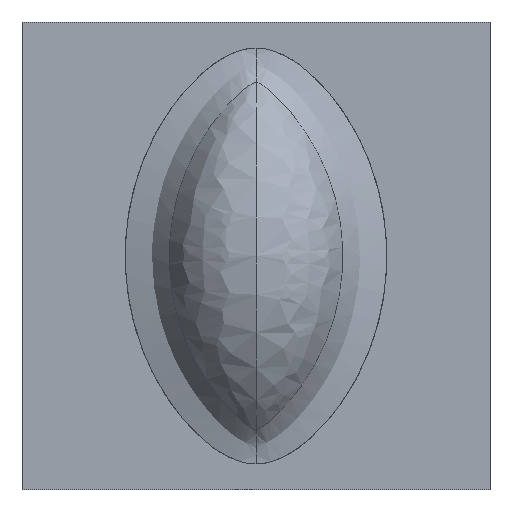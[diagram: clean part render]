
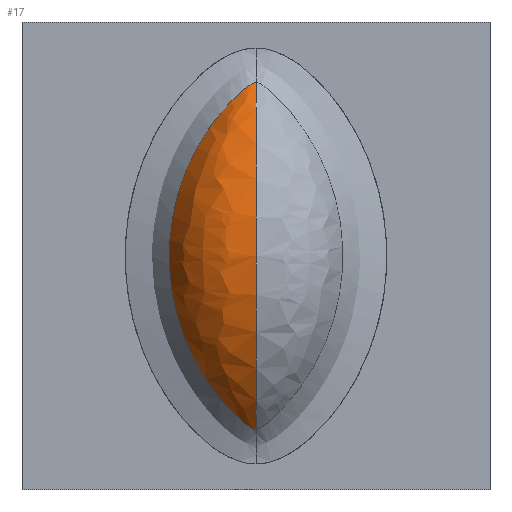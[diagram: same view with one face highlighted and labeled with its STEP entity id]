
A CAD part, top view. The second image highlights one B-rep face of the part: STEP entity #17.
In plain terms, the highlighted free-form (B-spline) face has degree [3, 3] with [4, 4] control points.
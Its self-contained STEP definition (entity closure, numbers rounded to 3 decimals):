
#17 = ADVANCED_FACE('',(#18),#59,.T.);
#18 = FACE_BOUND('',#19,.T.);
#19 = EDGE_LOOP('',(#20,#148));
#20 = ORIENTED_EDGE('',*,*,#21,.T.);
#21 = EDGE_CURVE('',#22,#24,#26,.T.);
#22 = VERTEX_POINT('',#23);
#23 = CARTESIAN_POINT('',(-101.6,18.812,11.667));
#24 = VERTEX_POINT('',#25);
#25 = CARTESIAN_POINT('',(-101.6,-18.812,11.667));
#26 = SURFACE_CURVE('',#27,(#58),.PCURVE_S1.);
#27 = B_SPLINE_CURVE_WITH_KNOTS('',3,(#28,#29,#30,#31,#32,#33,#34,#35,
    #36,#37,#38,#39,#40,#41,#42,#43,#44,#45,#46,#47,#48,#49,#50,#51,#52,
    #53,#54,#55,#56,#57),.UNSPECIFIED.,.F.,.F.,(4,2,2,2,2,2,2,2,2,2,2,2,
    2,2,4),(0.,0.016,0.031,0.063,0.125,0.25,0.375,0.5,0.625,
    0.75,0.875,0.938,0.969,0.984,1.),.UNSPECIFIED.);
#28 = CARTESIAN_POINT('',(-101.6,18.812,11.667));
#29 = CARTESIAN_POINT('',(-101.836,18.812,11.667));
#30 = CARTESIAN_POINT('',(-102.044,18.7,11.742));
#31 = CARTESIAN_POINT('',(-102.421,18.463,11.879));
#32 = CARTESIAN_POINT('',(-102.596,18.329,11.949));
#33 = CARTESIAN_POINT('',(-103.114,17.912,12.143));
#34 = CARTESIAN_POINT('',(-103.447,17.611,12.254));
#35 = CARTESIAN_POINT('',(-104.427,16.669,12.54));
#36 = CARTESIAN_POINT('',(-105.047,15.992,12.672));
#37 = CARTESIAN_POINT('',(-106.788,13.85,12.986));
#38 = CARTESIAN_POINT('',(-107.771,12.3,13.092));
#39 = CARTESIAN_POINT('',(-109.368,9.012,13.249));
#40 = CARTESIAN_POINT('',(-109.988,7.249,13.296));
#41 = CARTESIAN_POINT('',(-110.806,3.682,13.356));
#42 = CARTESIAN_POINT('',(-111.015,1.859,13.369));
#43 = CARTESIAN_POINT('',(-111.016,-1.841,13.369));
#44 = CARTESIAN_POINT('',(-110.81,-3.661,13.356));
#45 = CARTESIAN_POINT('',(-109.991,-7.241,13.296));
#46 = CARTESIAN_POINT('',(-109.373,-8.999,13.25));
#47 = CARTESIAN_POINT('',(-107.776,-12.29,13.092));
#48 = CARTESIAN_POINT('',(-106.779,-13.862,12.985));
#49 = CARTESIAN_POINT('',(-105.047,-15.992,12.671));
#50 = CARTESIAN_POINT('',(-104.431,-16.665,12.541));
#51 = CARTESIAN_POINT('',(-103.449,-17.609,12.255));
#52 = CARTESIAN_POINT('',(-103.115,-17.911,12.143));
#53 = CARTESIAN_POINT('',(-102.596,-18.329,11.949));
#54 = CARTESIAN_POINT('',(-102.42,-18.464,11.878));
#55 = CARTESIAN_POINT('',(-102.043,-18.7,11.741));
#56 = CARTESIAN_POINT('',(-101.835,-18.812,11.667));
#57 = CARTESIAN_POINT('',(-101.6,-18.812,11.667));
#58 = PCURVE('',#59,#76);
#59 = ( BOUNDED_SURFACE() B_SPLINE_SURFACE(3,3,(
    (#60,#61,#62,#63)
    ,(#64,#65,#66,#67)
    ,(#68,#69,#70,#71)
    ,(#72,#73,#74,#75
)),.UNSPECIFIED.,.F.,.F.,.F.) B_SPLINE_SURFACE_WITH_KNOTS((4,4),(4,4),(
    0.,1.),(0.,1.),.PIECEWISE_BEZIER_KNOTS.) 
GEOMETRIC_REPRESENTATION_ITEM() RATIONAL_B_SPLINE_SURFACE((
    (1.,0.877,0.877,1.)
    ,(0.776,0.681,0.681,0.776)
    ,(0.776,0.681,0.681,0.776)
,(1.,0.877,0.877,1.
))) REPRESENTATION_ITEM('') SURFACE() );
#60 = CARTESIAN_POINT('',(-102.995,18.982,10.487));
#61 = CARTESIAN_POINT('',(-102.781,18.982,11.101));
#62 = CARTESIAN_POINT('',(-102.251,18.982,11.478));
#63 = CARTESIAN_POINT('',(-101.6,18.982,11.478));
#64 = CARTESIAN_POINT('',(-114.497,8.15,14.499));
#65 = CARTESIAN_POINT('',(-112.517,8.15,20.177));
#66 = CARTESIAN_POINT('',(-107.614,8.15,23.659));
#67 = CARTESIAN_POINT('',(-101.6,8.15,23.659));
#68 = CARTESIAN_POINT('',(-114.497,-8.15,14.499));
#69 = CARTESIAN_POINT('',(-112.517,-8.15,20.177));
#70 = CARTESIAN_POINT('',(-107.614,-8.15,23.659));
#71 = CARTESIAN_POINT('',(-101.6,-8.15,23.659));
#72 = CARTESIAN_POINT('',(-102.995,-18.982,10.487));
#73 = CARTESIAN_POINT('',(-102.781,-18.982,11.101));
#74 = CARTESIAN_POINT('',(-102.251,-18.982,11.478));
#75 = CARTESIAN_POINT('',(-101.6,-18.982,11.478));
#76 = DEFINITIONAL_REPRESENTATION('',(#77),#147);
#77 = B_SPLINE_CURVE_WITH_KNOTS('',3,(#78,#79,#80,#81,#82,#83,#84,#85,
    #86,#87,#88,#89,#90,#91,#92,#93,#94,#95,#96,#97,#98,#99,#100,#101,
    #102,#103,#104,#105,#106,#107,#108,#109,#110,#111,#112,#113,#114,
    #115,#116,#117,#118,#119,#120,#121,#122,#123,#124,#125,#126,#127,
    #128,#129,#130,#131,#132,#133,#134,#135,#136,#137,#138,#139,#140,
    #141,#142,#143,#144,#145,#146),.UNSPECIFIED.,.F.,.F.,(4,1,1,1,1,1,1,
    1,1,1,1,1,1,1,1,1,1,1,1,1,1,1,1,1,1,1,1,1,1,1,1,1,1,1,1,1,1,1,1,1,1,
    1,1,1,1,1,1,1,1,1,1,1,1,1,1,1,1,1,1,1,1,1,1,1,1,1,4),(0.,
    0.015,0.03,0.045,
    0.061,0.076,0.091,
    0.106,0.121,0.136,0.152,
    0.167,0.182,0.197,0.212,
    0.227,0.242,0.258,0.273,
    0.288,0.303,0.318,0.333,
    0.348,0.364,0.379,0.394,
    0.409,0.424,0.439,0.455,
    0.47,0.485,0.5,0.515,0.53,
    0.545,0.561,0.576,0.591,
    0.606,0.621,0.636,0.652,
    0.667,0.682,0.697,0.712,
    0.727,0.742,0.758,0.773,
    0.788,0.803,0.818,0.833,
    0.848,0.864,0.879,0.894,
    0.909,0.924,0.939,0.955,
    0.97,0.985,1.),.QUASI_UNIFORM_KNOTS.);
#78 = CARTESIAN_POINT('',(0.007,1.));
#79 = CARTESIAN_POINT('',(0.008,0.881));
#80 = CARTESIAN_POINT('',(0.014,0.707));
#81 = CARTESIAN_POINT('',(0.029,0.573));
#82 = CARTESIAN_POINT('',(0.045,0.476));
#83 = CARTESIAN_POINT('',(0.06,0.404));
#84 = CARTESIAN_POINT('',(0.076,0.347));
#85 = CARTESIAN_POINT('',(0.092,0.301));
#86 = CARTESIAN_POINT('',(0.108,0.263));
#87 = CARTESIAN_POINT('',(0.124,0.23));
#88 = CARTESIAN_POINT('',(0.14,0.202));
#89 = CARTESIAN_POINT('',(0.155,0.178));
#90 = CARTESIAN_POINT('',(0.171,0.157));
#91 = CARTESIAN_POINT('',(0.186,0.138));
#92 = CARTESIAN_POINT('',(0.202,0.122));
#93 = CARTESIAN_POINT('',(0.217,0.107));
#94 = CARTESIAN_POINT('',(0.232,0.094));
#95 = CARTESIAN_POINT('',(0.248,0.083));
#96 = CARTESIAN_POINT('',(0.263,0.073));
#97 = CARTESIAN_POINT('',(0.278,0.063));
#98 = CARTESIAN_POINT('',(0.293,0.055));
#99 = CARTESIAN_POINT('',(0.308,0.048));
#100 = CARTESIAN_POINT('',(0.323,0.041));
#101 = CARTESIAN_POINT('',(0.338,0.035));
#102 = CARTESIAN_POINT('',(0.353,0.03));
#103 = CARTESIAN_POINT('',(0.368,0.025));
#104 = CARTESIAN_POINT('',(0.382,0.021));
#105 = CARTESIAN_POINT('',(0.397,0.018));
#106 = CARTESIAN_POINT('',(0.412,0.015));
#107 = CARTESIAN_POINT('',(0.426,0.012));
#108 = CARTESIAN_POINT('',(0.441,0.01));
#109 = CARTESIAN_POINT('',(0.456,0.009));
#110 = CARTESIAN_POINT('',(0.47,0.008));
#111 = CARTESIAN_POINT('',(0.485,0.007));
#112 = CARTESIAN_POINT('',(0.5,0.007));
#113 = CARTESIAN_POINT('',(0.515,0.007));
#114 = CARTESIAN_POINT('',(0.529,0.008));
#115 = CARTESIAN_POINT('',(0.544,0.009));
#116 = CARTESIAN_POINT('',(0.558,0.01));
#117 = CARTESIAN_POINT('',(0.573,0.012));
#118 = CARTESIAN_POINT('',(0.588,0.015));
#119 = CARTESIAN_POINT('',(0.602,0.018));
#120 = CARTESIAN_POINT('',(0.617,0.021));
#121 = CARTESIAN_POINT('',(0.632,0.025));
#122 = CARTESIAN_POINT('',(0.647,0.03));
#123 = CARTESIAN_POINT('',(0.662,0.035));
#124 = CARTESIAN_POINT('',(0.677,0.041));
#125 = CARTESIAN_POINT('',(0.692,0.047));
#126 = CARTESIAN_POINT('',(0.707,0.055));
#127 = CARTESIAN_POINT('',(0.722,0.063));
#128 = CARTESIAN_POINT('',(0.737,0.072));
#129 = CARTESIAN_POINT('',(0.752,0.083));
#130 = CARTESIAN_POINT('',(0.767,0.094));
#131 = CARTESIAN_POINT('',(0.783,0.107));
#132 = CARTESIAN_POINT('',(0.798,0.122));
#133 = CARTESIAN_POINT('',(0.814,0.138));
#134 = CARTESIAN_POINT('',(0.829,0.157));
#135 = CARTESIAN_POINT('',(0.845,0.178));
#136 = CARTESIAN_POINT('',(0.861,0.202));
#137 = CARTESIAN_POINT('',(0.876,0.23));
#138 = CARTESIAN_POINT('',(0.892,0.263));
#139 = CARTESIAN_POINT('',(0.908,0.301));
#140 = CARTESIAN_POINT('',(0.924,0.347));
#141 = CARTESIAN_POINT('',(0.94,0.404));
#142 = CARTESIAN_POINT('',(0.955,0.476));
#143 = CARTESIAN_POINT('',(0.971,0.573));
#144 = CARTESIAN_POINT('',(0.986,0.707));
#145 = CARTESIAN_POINT('',(0.992,0.881));
#146 = CARTESIAN_POINT('',(0.993,1.));
#147 = ( GEOMETRIC_REPRESENTATION_CONTEXT(2) 
PARAMETRIC_REPRESENTATION_CONTEXT() REPRESENTATION_CONTEXT('2D SPACE',''
  ) );
#148 = ORIENTED_EDGE('',*,*,#149,.T.);
#149 = EDGE_CURVE('',#24,#22,#150,.T.);
#150 = SURFACE_CURVE('',#151,(#156),.PCURVE_S1.);
#151 = CIRCLE('',#152,25.4);
#152 = AXIS2_PLACEMENT_3D('',#153,#154,#155);
#153 = CARTESIAN_POINT('',(-101.6,0.,-5.4));
#154 = DIRECTION('',(-1.,0.,0.));
#155 = DIRECTION('',(0.,-0.741,0.672)
  );
#156 = PCURVE('',#59,#157);
#157 = DEFINITIONAL_REPRESENTATION('',(#158),#161);
#158 = B_SPLINE_CURVE_WITH_KNOTS('',1,(#159,#160),.UNSPECIFIED.,.F.,.F.,
  (2,2),(0.,1.668),.PIECEWISE_BEZIER_KNOTS.);
#159 = CARTESIAN_POINT('',(0.993,1.));
#160 = CARTESIAN_POINT('',(0.007,1.));
#161 = ( GEOMETRIC_REPRESENTATION_CONTEXT(2) 
PARAMETRIC_REPRESENTATION_CONTEXT() REPRESENTATION_CONTEXT('2D SPACE',''
  ) );
